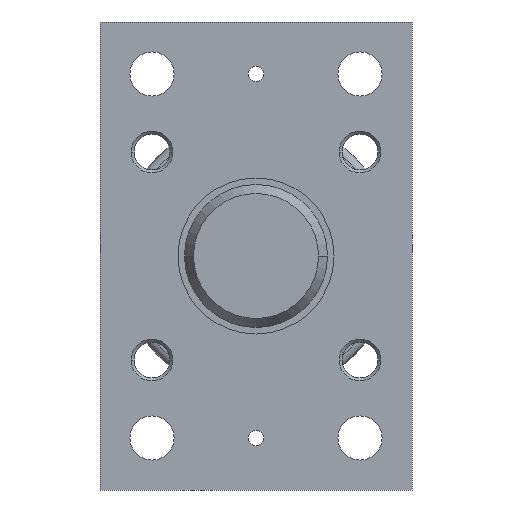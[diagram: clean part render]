
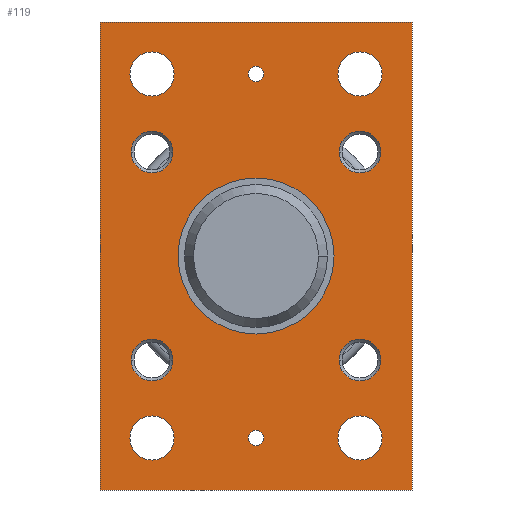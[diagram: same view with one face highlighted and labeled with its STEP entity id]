
A CAD part, left-side view. The second image highlights one B-rep face of the part: STEP entity #119.
In plain terms, the highlighted planar face has unit normal (-1, 0, 0).
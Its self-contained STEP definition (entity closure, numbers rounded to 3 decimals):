
#119=ADVANCED_FACE('',(#266,#267,#268,#269,#270,#271,#272,#273,#274,#275,#276,#277),#278,.F.);
#266=FACE_BOUND('',#477,.T.);
#267=FACE_BOUND('',#478,.T.);
#268=FACE_BOUND('',#479,.T.);
#269=FACE_BOUND('',#480,.T.);
#270=FACE_BOUND('',#481,.T.);
#271=FACE_BOUND('',#482,.T.);
#272=FACE_BOUND('',#483,.T.);
#273=FACE_BOUND('',#484,.T.);
#274=FACE_BOUND('',#485,.T.);
#275=FACE_BOUND('',#486,.T.);
#276=FACE_BOUND('',#487,.T.);
#277=FACE_OUTER_BOUND('',#488,.T.);
#278=PLANE('',#489);
#477=EDGE_LOOP('',(#1010,#1011));
#478=EDGE_LOOP('',(#1012,#1013));
#479=EDGE_LOOP('',(#1014,#1015));
#480=EDGE_LOOP('',(#1016,#1017));
#481=EDGE_LOOP('',(#1018,#1019));
#482=EDGE_LOOP('',(#1020,#1021));
#483=EDGE_LOOP('',(#1022,#1023));
#484=EDGE_LOOP('',(#1024,#1025));
#485=EDGE_LOOP('',(#1026,#1027));
#486=EDGE_LOOP('',(#1028,#1029));
#487=EDGE_LOOP('',(#1030,#1031));
#488=EDGE_LOOP('',(#1032,#1033,#1034,#1035));
#489=AXIS2_PLACEMENT_3D('',#1036,#1037,#1038);
#1010=ORIENTED_EDGE('',*,*,#1464,.T.);
#1011=ORIENTED_EDGE('',*,*,#1440,.T.);
#1012=ORIENTED_EDGE('',*,*,#1465,.T.);
#1013=ORIENTED_EDGE('',*,*,#1436,.T.);
#1014=ORIENTED_EDGE('',*,*,#1432,.T.);
#1015=ORIENTED_EDGE('',*,*,#1466,.T.);
#1016=ORIENTED_EDGE('',*,*,#1422,.T.);
#1017=ORIENTED_EDGE('',*,*,#1469,.T.);
#1018=ORIENTED_EDGE('',*,*,#1412,.T.);
#1019=ORIENTED_EDGE('',*,*,#1472,.T.);
#1020=ORIENTED_EDGE('',*,*,#1402,.T.);
#1021=ORIENTED_EDGE('',*,*,#1475,.T.);
#1022=ORIENTED_EDGE('',*,*,#1478,.T.);
#1023=ORIENTED_EDGE('',*,*,#1392,.T.);
#1024=ORIENTED_EDGE('',*,*,#1479,.T.);
#1025=ORIENTED_EDGE('',*,*,#1388,.T.);
#1026=ORIENTED_EDGE('',*,*,#1480,.T.);
#1027=ORIENTED_EDGE('',*,*,#1384,.T.);
#1028=ORIENTED_EDGE('',*,*,#1481,.T.);
#1029=ORIENTED_EDGE('',*,*,#1380,.T.);
#1030=ORIENTED_EDGE('',*,*,#1445,.T.);
#1031=ORIENTED_EDGE('',*,*,#1444,.T.);
#1032=ORIENTED_EDGE('',*,*,#1489,.T.);
#1033=ORIENTED_EDGE('',*,*,#1486,.F.);
#1034=ORIENTED_EDGE('',*,*,#1488,.F.);
#1035=ORIENTED_EDGE('',*,*,#1483,.F.);
#1036=CARTESIAN_POINT('',(0.0,0.0,0.0));
#1037=DIRECTION('',(1.0,0.0,0.0));
#1038=DIRECTION('',(0.0,0.0,-1.0));
#1380=EDGE_CURVE('',#1599,#1603,#1605,.T.);
#1384=EDGE_CURVE('',#1607,#1611,#1613,.T.);
#1388=EDGE_CURVE('',#1615,#1619,#1621,.T.);
#1392=EDGE_CURVE('',#1623,#1627,#1629,.T.);
#1402=EDGE_CURVE('',#1643,#1645,#1647,.T.);
#1412=EDGE_CURVE('',#1661,#1663,#1665,.T.);
#1422=EDGE_CURVE('',#1679,#1681,#1683,.T.);
#1432=EDGE_CURVE('',#1697,#1699,#1701,.T.);
#1436=EDGE_CURVE('',#1703,#1707,#1709,.T.);
#1440=EDGE_CURVE('',#1711,#1715,#1717,.T.);
#1444=EDGE_CURVE('',#1719,#1723,#1725,.T.);
#1445=EDGE_CURVE('',#1723,#1719,#1726,.T.);
#1464=EDGE_CURVE('',#1715,#1711,#1752,.T.);
#1465=EDGE_CURVE('',#1707,#1703,#1753,.T.);
#1466=EDGE_CURVE('',#1699,#1697,#1754,.T.);
#1469=EDGE_CURVE('',#1681,#1679,#1757,.T.);
#1472=EDGE_CURVE('',#1663,#1661,#1760,.T.);
#1475=EDGE_CURVE('',#1645,#1643,#1763,.T.);
#1478=EDGE_CURVE('',#1627,#1623,#1766,.T.);
#1479=EDGE_CURVE('',#1619,#1615,#1767,.T.);
#1480=EDGE_CURVE('',#1611,#1607,#1768,.T.);
#1481=EDGE_CURVE('',#1603,#1599,#1769,.T.);
#1483=EDGE_CURVE('',#1770,#1772,#1773,.T.);
#1486=EDGE_CURVE('',#1775,#1777,#1778,.T.);
#1488=EDGE_CURVE('',#1772,#1775,#1780,.T.);
#1489=EDGE_CURVE('',#1770,#1777,#1781,.T.);
#1599=VERTEX_POINT('',#1973);
#1603=VERTEX_POINT('',#1978);
#1605=CIRCLE('',#1981,8.5);
#1607=VERTEX_POINT('',#1983);
#1611=VERTEX_POINT('',#1988);
#1613=CIRCLE('',#1991,8.5);
#1615=VERTEX_POINT('',#1993);
#1619=VERTEX_POINT('',#1998);
#1621=CIRCLE('',#2001,8.5);
#1623=VERTEX_POINT('',#2003);
#1627=VERTEX_POINT('',#2008);
#1629=CIRCLE('',#2011,8.5);
#1643=VERTEX_POINT('',#2029);
#1645=VERTEX_POINT('',#2032);
#1647=CIRCLE('',#2035,8.0);
#1661=VERTEX_POINT('',#2053);
#1663=VERTEX_POINT('',#2056);
#1665=CIRCLE('',#2059,8.0);
#1679=VERTEX_POINT('',#2077);
#1681=VERTEX_POINT('',#2080);
#1683=CIRCLE('',#2083,8.0);
#1697=VERTEX_POINT('',#2101);
#1699=VERTEX_POINT('',#2104);
#1701=CIRCLE('',#2107,8.0);
#1703=VERTEX_POINT('',#2109);
#1707=VERTEX_POINT('',#2114);
#1709=CIRCLE('',#2117,3.0);
#1711=VERTEX_POINT('',#2119);
#1715=VERTEX_POINT('',#2124);
#1717=CIRCLE('',#2127,3.0);
#1719=VERTEX_POINT('',#2129);
#1723=VERTEX_POINT('',#2134);
#1725=CIRCLE('',#2137,30.0);
#1726=CIRCLE('',#2138,30.0);
#1752=CIRCLE('',#2168,3.0);
#1753=CIRCLE('',#2169,3.0);
#1754=CIRCLE('',#2170,8.0);
#1757=CIRCLE('',#2173,8.0);
#1760=CIRCLE('',#2176,8.0);
#1763=CIRCLE('',#2179,8.0);
#1766=CIRCLE('',#2182,8.5);
#1767=CIRCLE('',#2183,8.5);
#1768=CIRCLE('',#2184,8.5);
#1769=CIRCLE('',#2185,8.5);
#1770=VERTEX_POINT('',#2186);
#1772=VERTEX_POINT('',#2189);
#1773=LINE('',#2190,#2191);
#1775=VERTEX_POINT('',#2194);
#1777=VERTEX_POINT('',#2197);
#1778=LINE('',#2198,#2199);
#1780=LINE('',#2202,#2203);
#1781=LINE('',#2204,#2205);
#1973=CARTESIAN_POINT('',(0.0,-40.0,-78.5));
#1978=CARTESIAN_POINT('',(0.0,-40.0,-61.5));
#1981=AXIS2_PLACEMENT_3D('',#2445,#2446,#2447);
#1983=CARTESIAN_POINT('',(0.0,-40.0,61.5));
#1988=CARTESIAN_POINT('',(0.0,-40.0,78.5));
#1991=AXIS2_PLACEMENT_3D('',#2453,#2454,#2455);
#1993=CARTESIAN_POINT('',(0.0,40.0,-78.5));
#1998=CARTESIAN_POINT('',(0.0,40.0,-61.5));
#2001=AXIS2_PLACEMENT_3D('',#2461,#2462,#2463);
#2003=CARTESIAN_POINT('',(0.0,40.0,61.5));
#2008=CARTESIAN_POINT('',(0.0,40.0,78.5));
#2011=AXIS2_PLACEMENT_3D('',#2469,#2470,#2471);
#2029=CARTESIAN_POINT('',(0.0,-32.0,-40.0));
#2032=CARTESIAN_POINT('',(0.0,-48.0,-40.0));
#2035=AXIS2_PLACEMENT_3D('',#2487,#2488,#2489);
#2053=CARTESIAN_POINT('',(0.0,-32.0,40.0));
#2056=CARTESIAN_POINT('',(0.0,-48.0,40.0));
#2059=AXIS2_PLACEMENT_3D('',#2505,#2506,#2507);
#2077=CARTESIAN_POINT('',(0.0,48.0,-40.0));
#2080=CARTESIAN_POINT('',(0.0,32.0,-40.0));
#2083=AXIS2_PLACEMENT_3D('',#2523,#2524,#2525);
#2101=CARTESIAN_POINT('',(0.0,48.0,40.0));
#2104=CARTESIAN_POINT('',(0.0,32.0,40.0));
#2107=AXIS2_PLACEMENT_3D('',#2541,#2542,#2543);
#2109=CARTESIAN_POINT('',(0.0,0.,-73.0));
#2114=CARTESIAN_POINT('',(0.0,0.,-67.0));
#2117=AXIS2_PLACEMENT_3D('',#2549,#2550,#2551);
#2119=CARTESIAN_POINT('',(0.0,0.,67.0));
#2124=CARTESIAN_POINT('',(0.0,0.,73.0));
#2127=AXIS2_PLACEMENT_3D('',#2557,#2558,#2559);
#2129=CARTESIAN_POINT('',(0.0,0.,-30.0));
#2134=CARTESIAN_POINT('',(0.0,0.,30.0));
#2137=AXIS2_PLACEMENT_3D('',#2565,#2566,#2567);
#2138=AXIS2_PLACEMENT_3D('',#2568,#2569,#2570);
#2168=AXIS2_PLACEMENT_3D('',#2617,#2618,#2619);
#2169=AXIS2_PLACEMENT_3D('',#2620,#2621,#2622);
#2170=AXIS2_PLACEMENT_3D('',#2623,#2624,#2625);
#2173=AXIS2_PLACEMENT_3D('',#2632,#2633,#2634);
#2176=AXIS2_PLACEMENT_3D('',#2641,#2642,#2643);
#2179=AXIS2_PLACEMENT_3D('',#2650,#2651,#2652);
#2182=AXIS2_PLACEMENT_3D('',#2659,#2660,#2661);
#2183=AXIS2_PLACEMENT_3D('',#2662,#2663,#2664);
#2184=AXIS2_PLACEMENT_3D('',#2665,#2666,#2667);
#2185=AXIS2_PLACEMENT_3D('',#2668,#2669,#2670);
#2186=CARTESIAN_POINT('',(0.0,60.0,90.0));
#2189=CARTESIAN_POINT('',(0.0,-60.0,90.0));
#2190=CARTESIAN_POINT('',(0.0,0.0,90.0));
#2191=VECTOR('',#2672,1.0);
#2194=CARTESIAN_POINT('',(0.0,-60.0,-90.0));
#2197=CARTESIAN_POINT('',(0.0,60.0,-90.0));
#2198=CARTESIAN_POINT('',(0.0,0.0,-90.0));
#2199=VECTOR('',#2675,1.0);
#2202=CARTESIAN_POINT('',(0.0,-60.0,0.0));
#2203=VECTOR('',#2677,1.0);
#2204=CARTESIAN_POINT('',(0.0,60.0,0.0));
#2205=VECTOR('',#2678,1.0);
#2445=CARTESIAN_POINT('',(0.0,-40.0,-70.0));
#2446=DIRECTION('',(1.0,0.0,0.0));
#2447=DIRECTION('',(0.0,0.0,-1.0));
#2453=CARTESIAN_POINT('',(0.0,-40.0,70.0));
#2454=DIRECTION('',(1.0,0.0,0.0));
#2455=DIRECTION('',(0.0,0.0,-1.0));
#2461=CARTESIAN_POINT('',(0.0,40.0,-70.0));
#2462=DIRECTION('',(1.0,0.0,0.0));
#2463=DIRECTION('',(0.0,0.0,-1.0));
#2469=CARTESIAN_POINT('',(0.0,40.0,70.0));
#2470=DIRECTION('',(1.0,0.0,0.0));
#2471=DIRECTION('',(0.0,0.0,-1.0));
#2487=CARTESIAN_POINT('',(0.0,-40.0,-40.0));
#2488=DIRECTION('',(1.0,0.0,0.0));
#2489=DIRECTION('',(0.0,1.0,0.0));
#2505=CARTESIAN_POINT('',(0.0,-40.0,40.0));
#2506=DIRECTION('',(1.0,0.0,0.0));
#2507=DIRECTION('',(0.0,1.0,0.0));
#2523=CARTESIAN_POINT('',(0.0,40.0,-40.0));
#2524=DIRECTION('',(1.0,0.0,0.0));
#2525=DIRECTION('',(0.0,1.0,0.0));
#2541=CARTESIAN_POINT('',(0.0,40.0,40.0));
#2542=DIRECTION('',(1.0,0.0,0.0));
#2543=DIRECTION('',(0.0,1.0,0.0));
#2549=CARTESIAN_POINT('',(0.0,0.0,-70.0));
#2550=DIRECTION('',(1.0,0.0,0.0));
#2551=DIRECTION('',(0.0,0.0,-1.0));
#2557=CARTESIAN_POINT('',(0.0,0.0,70.0));
#2558=DIRECTION('',(1.0,0.0,0.0));
#2559=DIRECTION('',(0.0,0.0,-1.0));
#2565=CARTESIAN_POINT('',(0.0,0.0,0.0));
#2566=DIRECTION('',(1.0,0.0,0.0));
#2567=DIRECTION('',(0.0,0.0,-1.0));
#2568=CARTESIAN_POINT('',(0.0,0.0,0.0));
#2569=DIRECTION('',(1.0,0.0,0.0));
#2570=DIRECTION('',(0.0,0.0,-1.0));
#2617=CARTESIAN_POINT('',(0.0,0.0,70.0));
#2618=DIRECTION('',(1.0,0.0,0.0));
#2619=DIRECTION('',(0.0,0.0,-1.0));
#2620=CARTESIAN_POINT('',(0.0,0.0,-70.0));
#2621=DIRECTION('',(1.0,0.0,0.0));
#2622=DIRECTION('',(0.0,0.0,-1.0));
#2623=CARTESIAN_POINT('',(0.0,40.0,40.0));
#2624=DIRECTION('',(1.0,0.0,0.0));
#2625=DIRECTION('',(0.0,1.0,0.0));
#2632=CARTESIAN_POINT('',(0.0,40.0,-40.0));
#2633=DIRECTION('',(1.0,0.0,0.0));
#2634=DIRECTION('',(0.0,1.0,0.0));
#2641=CARTESIAN_POINT('',(0.0,-40.0,40.0));
#2642=DIRECTION('',(1.0,0.0,0.0));
#2643=DIRECTION('',(0.0,1.0,0.0));
#2650=CARTESIAN_POINT('',(0.0,-40.0,-40.0));
#2651=DIRECTION('',(1.0,0.0,0.0));
#2652=DIRECTION('',(0.0,1.0,0.0));
#2659=CARTESIAN_POINT('',(0.0,40.0,70.0));
#2660=DIRECTION('',(1.0,0.0,0.0));
#2661=DIRECTION('',(0.0,0.0,-1.0));
#2662=CARTESIAN_POINT('',(0.0,40.0,-70.0));
#2663=DIRECTION('',(1.0,0.0,0.0));
#2664=DIRECTION('',(0.0,0.0,-1.0));
#2665=CARTESIAN_POINT('',(0.0,-40.0,70.0));
#2666=DIRECTION('',(1.0,0.0,0.0));
#2667=DIRECTION('',(0.0,0.0,-1.0));
#2668=CARTESIAN_POINT('',(0.0,-40.0,-70.0));
#2669=DIRECTION('',(1.0,0.0,0.0));
#2670=DIRECTION('',(0.0,0.0,-1.0));
#2672=DIRECTION('',(0.0,-1.0,0.0));
#2675=DIRECTION('',(0.0,1.0,0.0));
#2677=DIRECTION('',(0.0,0.0,-1.0));
#2678=DIRECTION('',(0.0,0.0,-1.0));
